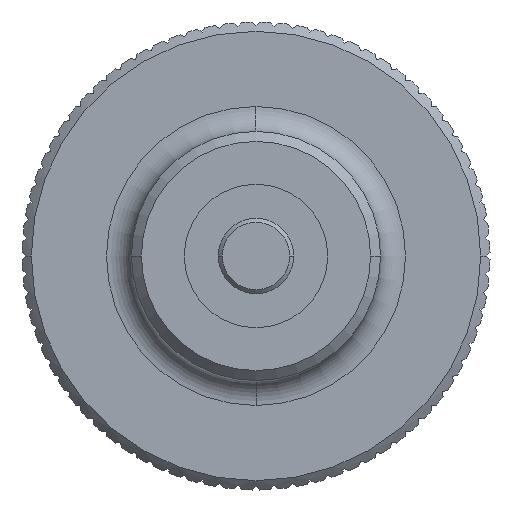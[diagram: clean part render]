
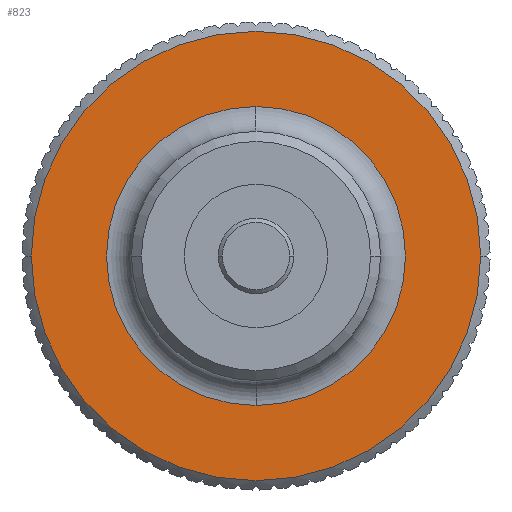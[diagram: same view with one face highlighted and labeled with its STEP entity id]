
A CAD part, front view. The second image highlights one B-rep face of the part: STEP entity #823.
In plain terms, the highlighted planar face has unit normal (0, -1, 0).
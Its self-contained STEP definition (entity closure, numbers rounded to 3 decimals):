
#823=ADVANCED_FACE('',(#1642,#1643),#1644,.T.);
#1642=FACE_OUTER_BOUND('',#2463,.T.);
#1643=FACE_BOUND('',#2464,.T.);
#1644=PLANE('',#2465);
#2463=EDGE_LOOP('',(#5053,#5054));
#2464=EDGE_LOOP('',(#5055,#5056,#5057));
#2465=AXIS2_PLACEMENT_3D('',#5058,#5059,#5060);
#5053=ORIENTED_EDGE('',*,*,#5525,.T.);
#5054=ORIENTED_EDGE('',*,*,#5251,.T.);
#5055=ORIENTED_EDGE('',*,*,#6131,.T.);
#5056=ORIENTED_EDGE('',*,*,#5110,.T.);
#5057=ORIENTED_EDGE('',*,*,#6132,.T.);
#5058=CARTESIAN_POINT('',(25.4,23.1,0.0));
#5059=DIRECTION('',(-0.0,-1.0,-0.0));
#5060=DIRECTION('',(-1.0,0.0,0.0));
#5110=EDGE_CURVE('',#6148,#6154,#6156,.T.);
#5251=EDGE_CURVE('',#6431,#6428,#6432,.T.);
#5525=EDGE_CURVE('',#6428,#6431,#6958,.T.);
#6131=EDGE_CURVE('',#7680,#6148,#7681,.T.);
#6132=EDGE_CURVE('',#6154,#7680,#7682,.T.);
#6148=VERTEX_POINT('',#7702);
#6154=VERTEX_POINT('',#7708);
#6156=CIRCLE('',#7710,19.8);
#6428=VERTEX_POINT('',#8710);
#6431=VERTEX_POINT('',#8714);
#6432=CIRCLE('',#8715,29.76);
#6958=CIRCLE('',#10709,29.76);
#7680=VERTEX_POINT('',#12370);
#7681=CIRCLE('',#12371,19.8);
#7682=CIRCLE('',#12372,19.8);
#7702=CARTESIAN_POINT('',(0.,23.1,-19.8));
#7708=CARTESIAN_POINT('',(0.,23.1,19.8));
#7710=AXIS2_PLACEMENT_3D('',#12404,#12405,#12406);
#8710=CARTESIAN_POINT('',(-29.76,23.1,0.));
#8714=CARTESIAN_POINT('',(29.76,23.1,0.));
#8715=AXIS2_PLACEMENT_3D('',#12554,#12555,#12556);
#10709=AXIS2_PLACEMENT_3D('',#12837,#12838,#12839);
#12370=CARTESIAN_POINT('',(19.8,23.1,0.0));
#12371=AXIS2_PLACEMENT_3D('',#13215,#13216,#13217);
#12372=AXIS2_PLACEMENT_3D('',#13218,#13219,#13220);
#12404=CARTESIAN_POINT('',(0.0,23.1,0.0));
#12405=DIRECTION('',(-0.0,1.0,0.0));
#12406=DIRECTION('',(1.0,0.0,0.0));
#12554=CARTESIAN_POINT('',(0.,23.1,0.));
#12555=DIRECTION('',(-0.0,-1.0,0.0));
#12556=DIRECTION('',(-1.0,0.0,0.));
#12837=CARTESIAN_POINT('',(0.,23.1,0.));
#12838=DIRECTION('',(-0.0,-1.0,0.0));
#12839=DIRECTION('',(-1.0,0.0,0.));
#13215=CARTESIAN_POINT('',(0.0,23.1,0.0));
#13216=DIRECTION('',(-0.0,1.0,0.0));
#13217=DIRECTION('',(1.0,0.0,0.0));
#13218=CARTESIAN_POINT('',(0.0,23.1,0.0));
#13219=DIRECTION('',(-0.0,1.0,0.0));
#13220=DIRECTION('',(1.0,0.0,0.0));
